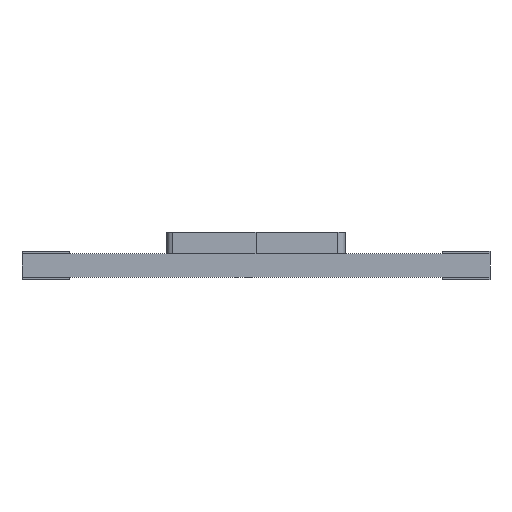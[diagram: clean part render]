
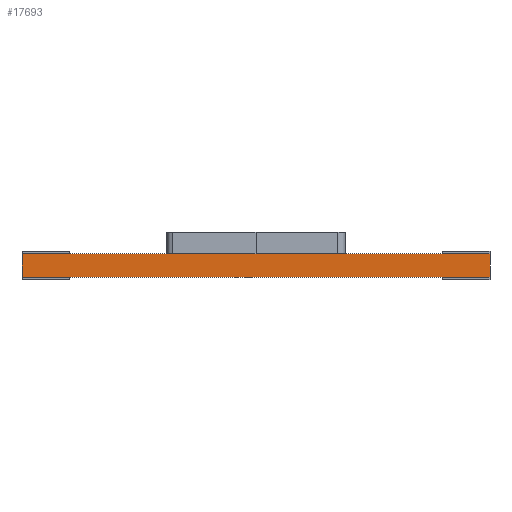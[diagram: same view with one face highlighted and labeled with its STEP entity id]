
A CAD part, front view. The second image highlights one B-rep face of the part: STEP entity #17693.
In plain terms, the highlighted planar face has unit normal (0, -1, 0).
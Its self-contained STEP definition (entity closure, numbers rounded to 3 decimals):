
#12394 = PLANE('',#12395);
#12395 = AXIS2_PLACEMENT_3D('',#12396,#12397,#12398);
#12396 = CARTESIAN_POINT('',(0.,0.,1.));
#12397 = DIRECTION('',(0.,0.,1.));
#12398 = DIRECTION('',(1.,0.,0.));
#13854 = VERTEX_POINT('',#13855);
#13855 = CARTESIAN_POINT('',(-9.85,-8.,1.));
#13869 = PLANE('',#13870);
#13870 = AXIS2_PLACEMENT_3D('',#13871,#13872,#13873);
#13871 = CARTESIAN_POINT('',(-9.85,-2.659,1.));
#13872 = DIRECTION('',(-1.,0.,0.));
#13873 = DIRECTION('',(0.,-1.,0.));
#13881 = EDGE_CURVE('',#13854,#13882,#13884,.T.);
#13882 = VERTEX_POINT('',#13883);
#13883 = CARTESIAN_POINT('',(9.85,-8.,1.));
#13884 = SURFACE_CURVE('',#13885,(#13889,#13896),.PCURVE_S1.);
#13885 = LINE('',#13886,#13887);
#13886 = CARTESIAN_POINT('',(-1.2,-8.,1.));
#13887 = VECTOR('',#13888,1.);
#13888 = DIRECTION('',(1.,0.,0.));
#13889 = PCURVE('',#12394,#13890);
#13890 = DEFINITIONAL_REPRESENTATION('',(#13891),#13895);
#13891 = LINE('',#13892,#13893);
#13892 = CARTESIAN_POINT('',(-1.2,-8.));
#13893 = VECTOR('',#13894,1.);
#13894 = DIRECTION('',(1.,0.));
#13895 = ( GEOMETRIC_REPRESENTATION_CONTEXT(2) 
PARAMETRIC_REPRESENTATION_CONTEXT() REPRESENTATION_CONTEXT('2D SPACE',''
  ) );
#13896 = PCURVE('',#13897,#13902);
#13897 = PLANE('',#13898);
#13898 = AXIS2_PLACEMENT_3D('',#13899,#13900,#13901);
#13899 = CARTESIAN_POINT('',(-1.2,-8.,1.));
#13900 = DIRECTION('',(0.,1.,0.));
#13901 = DIRECTION('',(-1.,0.,0.));
#13902 = DEFINITIONAL_REPRESENTATION('',(#13903),#13907);
#13903 = LINE('',#13904,#13905);
#13904 = CARTESIAN_POINT('',(0.,0.));
#13905 = VECTOR('',#13906,1.);
#13906 = DIRECTION('',(-1.,0.));
#13907 = ( GEOMETRIC_REPRESENTATION_CONTEXT(2) 
PARAMETRIC_REPRESENTATION_CONTEXT() REPRESENTATION_CONTEXT('2D SPACE',''
  ) );
#13925 = PLANE('',#13926);
#13926 = AXIS2_PLACEMENT_3D('',#13927,#13928,#13929);
#13927 = CARTESIAN_POINT('',(9.85,2.66,1.));
#13928 = DIRECTION('',(1.,0.,0.));
#13929 = DIRECTION('',(0.,1.,0.));
#15834 = PLANE('',#15835);
#15835 = AXIS2_PLACEMENT_3D('',#15836,#15837,#15838);
#15836 = CARTESIAN_POINT('',(0.,0.,0.));
#15837 = DIRECTION('',(0.,0.,1.));
#15838 = DIRECTION('',(1.,0.,0.));
#17605 = VERTEX_POINT('',#17606);
#17606 = CARTESIAN_POINT('',(-9.85,-8.,0.));
#17629 = EDGE_CURVE('',#13854,#17605,#17630,.T.);
#17630 = SURFACE_CURVE('',#17631,(#17635,#17642),.PCURVE_S1.);
#17631 = LINE('',#17632,#17633);
#17632 = CARTESIAN_POINT('',(-9.85,-8.,1.));
#17633 = VECTOR('',#17634,1.);
#17634 = DIRECTION('',(0.,0.,-1.));
#17635 = PCURVE('',#13869,#17636);
#17636 = DEFINITIONAL_REPRESENTATION('',(#17637),#17641);
#17637 = LINE('',#17638,#17639);
#17638 = CARTESIAN_POINT('',(5.341,0.));
#17639 = VECTOR('',#17640,1.);
#17640 = DIRECTION('',(0.,-1.));
#17641 = ( GEOMETRIC_REPRESENTATION_CONTEXT(2) 
PARAMETRIC_REPRESENTATION_CONTEXT() REPRESENTATION_CONTEXT('2D SPACE',''
  ) );
#17642 = PCURVE('',#13897,#17643);
#17643 = DEFINITIONAL_REPRESENTATION('',(#17644),#17648);
#17644 = LINE('',#17645,#17646);
#17645 = CARTESIAN_POINT('',(8.65,0.));
#17646 = VECTOR('',#17647,1.);
#17647 = DIRECTION('',(-0.,-1.));
#17648 = ( GEOMETRIC_REPRESENTATION_CONTEXT(2) 
PARAMETRIC_REPRESENTATION_CONTEXT() REPRESENTATION_CONTEXT('2D SPACE',''
  ) );
#17693 = ADVANCED_FACE('',(#17694),#13897,.F.);
#17694 = FACE_BOUND('',#17695,.T.);
#17695 = EDGE_LOOP('',(#17696,#17719,#17740,#17741));
#17696 = ORIENTED_EDGE('',*,*,#17697,.T.);
#17697 = EDGE_CURVE('',#17605,#17698,#17700,.T.);
#17698 = VERTEX_POINT('',#17699);
#17699 = CARTESIAN_POINT('',(9.85,-8.,0.));
#17700 = SURFACE_CURVE('',#17701,(#17705,#17712),.PCURVE_S1.);
#17701 = LINE('',#17702,#17703);
#17702 = CARTESIAN_POINT('',(-1.2,-8.,0.));
#17703 = VECTOR('',#17704,1.);
#17704 = DIRECTION('',(1.,0.,0.));
#17705 = PCURVE('',#13897,#17706);
#17706 = DEFINITIONAL_REPRESENTATION('',(#17707),#17711);
#17707 = LINE('',#17708,#17709);
#17708 = CARTESIAN_POINT('',(-0.,-1.));
#17709 = VECTOR('',#17710,1.);
#17710 = DIRECTION('',(-1.,0.));
#17711 = ( GEOMETRIC_REPRESENTATION_CONTEXT(2) 
PARAMETRIC_REPRESENTATION_CONTEXT() REPRESENTATION_CONTEXT('2D SPACE',''
  ) );
#17712 = PCURVE('',#15834,#17713);
#17713 = DEFINITIONAL_REPRESENTATION('',(#17714),#17718);
#17714 = LINE('',#17715,#17716);
#17715 = CARTESIAN_POINT('',(-1.2,-8.));
#17716 = VECTOR('',#17717,1.);
#17717 = DIRECTION('',(1.,0.));
#17718 = ( GEOMETRIC_REPRESENTATION_CONTEXT(2) 
PARAMETRIC_REPRESENTATION_CONTEXT() REPRESENTATION_CONTEXT('2D SPACE',''
  ) );
#17719 = ORIENTED_EDGE('',*,*,#17720,.F.);
#17720 = EDGE_CURVE('',#13882,#17698,#17721,.T.);
#17721 = SURFACE_CURVE('',#17722,(#17726,#17733),.PCURVE_S1.);
#17722 = LINE('',#17723,#17724);
#17723 = CARTESIAN_POINT('',(9.85,-8.,1.));
#17724 = VECTOR('',#17725,1.);
#17725 = DIRECTION('',(0.,0.,-1.));
#17726 = PCURVE('',#13897,#17727);
#17727 = DEFINITIONAL_REPRESENTATION('',(#17728),#17732);
#17728 = LINE('',#17729,#17730);
#17729 = CARTESIAN_POINT('',(-11.05,0.));
#17730 = VECTOR('',#17731,1.);
#17731 = DIRECTION('',(-0.,-1.));
#17732 = ( GEOMETRIC_REPRESENTATION_CONTEXT(2) 
PARAMETRIC_REPRESENTATION_CONTEXT() REPRESENTATION_CONTEXT('2D SPACE',''
  ) );
#17733 = PCURVE('',#13925,#17734);
#17734 = DEFINITIONAL_REPRESENTATION('',(#17735),#17739);
#17735 = LINE('',#17736,#17737);
#17736 = CARTESIAN_POINT('',(-10.66,0.));
#17737 = VECTOR('',#17738,1.);
#17738 = DIRECTION('',(0.,-1.));
#17739 = ( GEOMETRIC_REPRESENTATION_CONTEXT(2) 
PARAMETRIC_REPRESENTATION_CONTEXT() REPRESENTATION_CONTEXT('2D SPACE',''
  ) );
#17740 = ORIENTED_EDGE('',*,*,#13881,.F.);
#17741 = ORIENTED_EDGE('',*,*,#17629,.T.);
